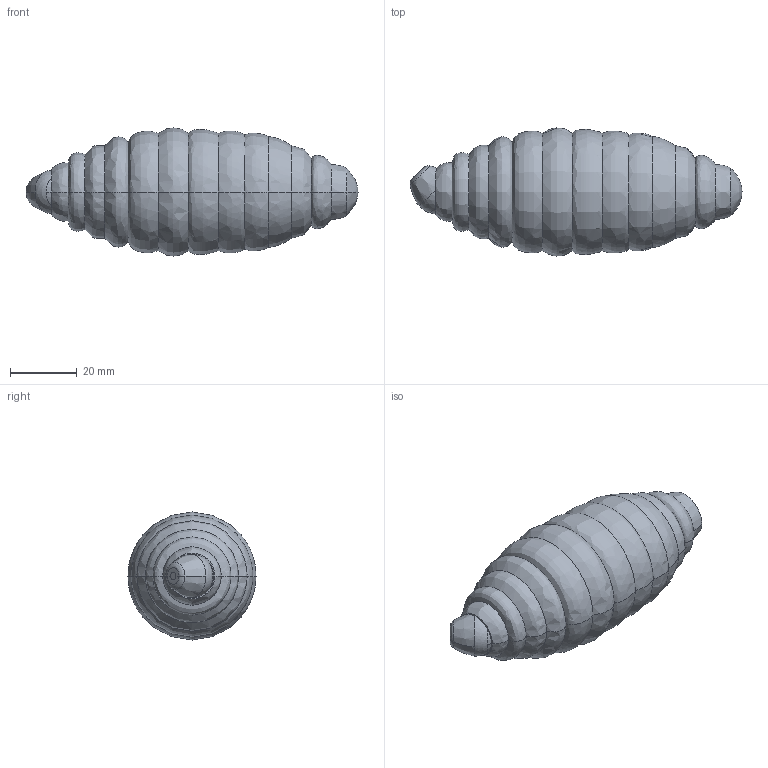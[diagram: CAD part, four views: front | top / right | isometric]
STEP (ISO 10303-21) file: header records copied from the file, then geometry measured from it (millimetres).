
FILE_DESCRIPTION (( 'STEP AP214' ), '1' );
FILE_NAME ('larva2.STEP', '2015-06-26T12:21:17', ( '' ), ( '' ), 'SwSTEP 2.0', 'SolidWorks 2013', '' );
FILE_SCHEMA (( 'AUTOMOTIVE_DESIGN' ));
Length unit declared in the file: millimetre
Products named in the file (1): larva2
Bounding box: 99.71 x 38.45 x 38.45 mm (x, y, z)
Volume: 67807.2 mm3; surface area: 9963.7 mm2
Topology: 1 solids, 1 shells, 39 faces, 83 edges, 44 vertices
Faces by surface type: bspline 34, torus 2, plane 2, sphere 1
Entity records: 2126 total; most frequent: CARTESIAN_POINT 1462, ORIENTED_EDGE 162, DIRECTION 92, EDGE_CURVE 81, AXIS2_PLACEMENT_3D 46, VERTEX_POINT 44, CIRCLE 40, B_SPLINE_CURVE_WITH_KNOTS 39
